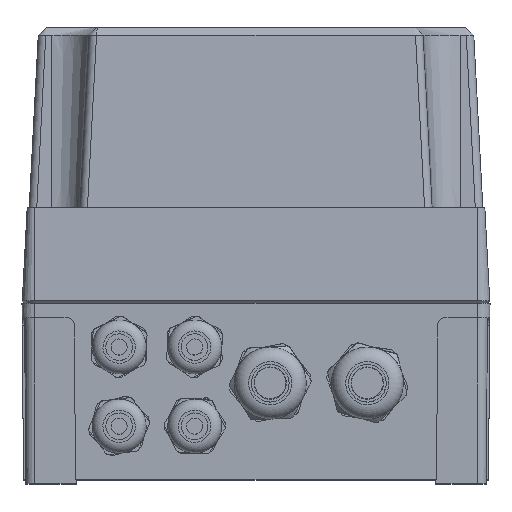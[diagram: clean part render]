
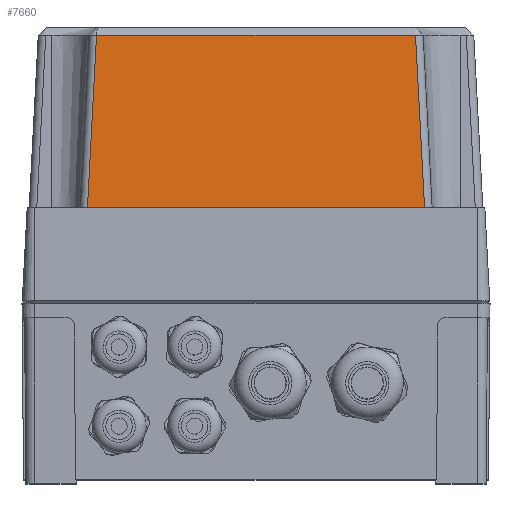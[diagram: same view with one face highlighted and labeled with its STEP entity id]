
A CAD part, top view. The second image highlights one B-rep face of the part: STEP entity #7660.
In plain terms, the highlighted planar face has unit normal (0, 0.052, 0.999).
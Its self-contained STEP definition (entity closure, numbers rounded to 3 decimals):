
#513=LINE($,#13321,#1094);
#536=LINE($,#13807,#1117);
#537=LINE($,#13809,#1118);
#538=LINE($,#13810,#1119);
#1094=VECTOR($,#9689,88.675);
#1117=VECTOR($,#9754,48.132);
#1118=VECTOR($,#9755,93.706);
#1119=VECTOR($,#9756,48.132);
#1578=PLANE($,#8304);
#2105=FACE_OUTER_BOUND($,#2679,.T.);
#2679=EDGE_LOOP($,(#6017,#6018,#6019,#6020));
#3641=VERTEX_POINT($,#13315);
#3642=VERTEX_POINT($,#13320);
#3678=VERTEX_POINT($,#13806);
#3679=VERTEX_POINT($,#13808);
#4506=EDGE_CURVE($,#3641,#3642,#513,.T.);
#4546=EDGE_CURVE($,#3641,#3678,#536,.T.);
#4547=EDGE_CURVE($,#3678,#3679,#537,.T.);
#4548=EDGE_CURVE($,#3679,#3642,#538,.T.);
#6017=ORIENTED_EDGE($,*,*,#4506,.F.);
#6018=ORIENTED_EDGE($,*,*,#4546,.T.);
#6019=ORIENTED_EDGE($,*,*,#4547,.T.);
#6020=ORIENTED_EDGE($,*,*,#4548,.T.);
#7660=ADVANCED_FACE($,(#2105),#1578,.T.);
#8304=AXIS2_PLACEMENT_3D($,#13805,#9752,#9753);
#9689=DIRECTION($,(1.,0.,0.));
#9752=DIRECTION('center_axis',(0.,0.052,
0.999));
#9753=DIRECTION('ref_axis',(0.,-0.999,0.052));
#9754=DIRECTION($,(-0.052,-0.997,0.052));
#9755=DIRECTION($,(1.,0.,0.));
#9756=DIRECTION($,(-0.052,0.997,-0.052));
#13315=CARTESIAN_POINT('',(-44.337,74.6,60.534));
#13320=CARTESIAN_POINT('',(44.337,74.6,60.534));
#13321=CARTESIAN_POINT($,(48.95,74.6,60.534));
#13805=CARTESIAN_POINT('Origin',(48.95,26.6,63.05));
#13806=CARTESIAN_POINT('',(-46.853,26.6,63.05));
#13807=CARTESIAN_POINT($,(-46.591,31.593,62.788));
#13808=CARTESIAN_POINT('',(46.853,26.6,63.05));
#13809=CARTESIAN_POINT($,(48.95,26.6,63.05));
#13810=CARTESIAN_POINT($,(46.859,26.491,63.056));
